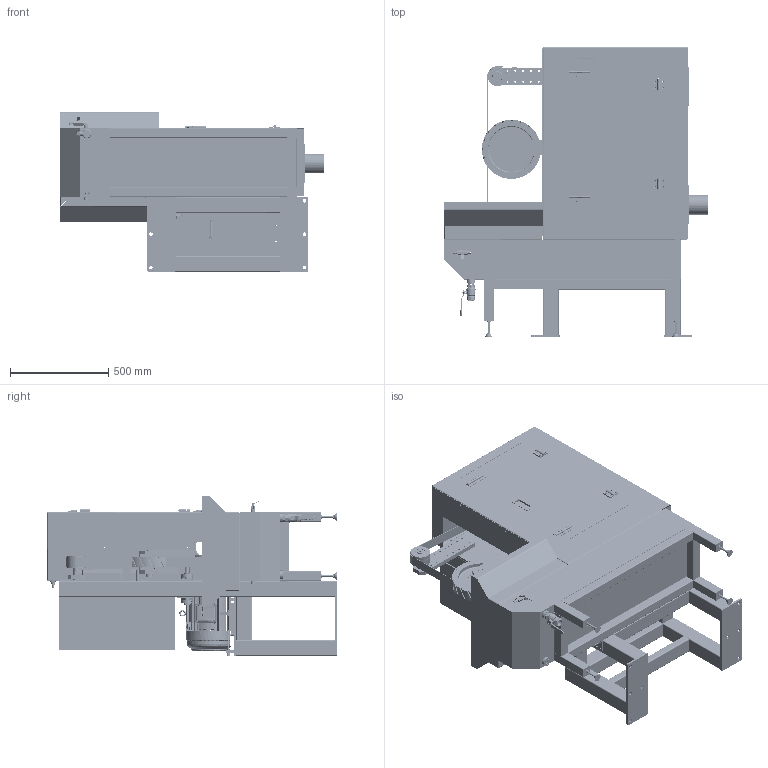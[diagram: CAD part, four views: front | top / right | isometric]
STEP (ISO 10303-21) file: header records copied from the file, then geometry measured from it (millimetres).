
FILE_DESCRIPTION (( 'STEP AP203' ), '1' );
FILE_NAME ('EBS3k-C.STEP', '2025-02-24T03:38:40', ( '' ), ( '' ), 'SwSTEP 2.0', 'SolidWorks 2022', '' );
FILE_SCHEMA (( 'CONFIG_CONTROL_DESIGN' ));
Products named in the file (1): EBS3k-C
Bounding box: 1337.5 x 1470 x 811 mm (x, y, z)
Surface area: 13959892.9 mm2 (no closed solid volume)
Topology: 0 solids, 423 shells, 3427 faces, 17532 edges, 14211 vertices
Faces by surface type: cylinder 1607, plane 1301, cone 268, bspline 157, torus 85, sphere 9
Entity records: 203146 total; most frequent: CARTESIAN_POINT 64176, DIRECTION 29737, ORIENTED_EDGE 23193, EDGE_CURVE 17516, VERTEX_POINT 14207, AXIS2_PLACEMENT_3D 11492, CIRCLE 8221, VECTOR 6753
